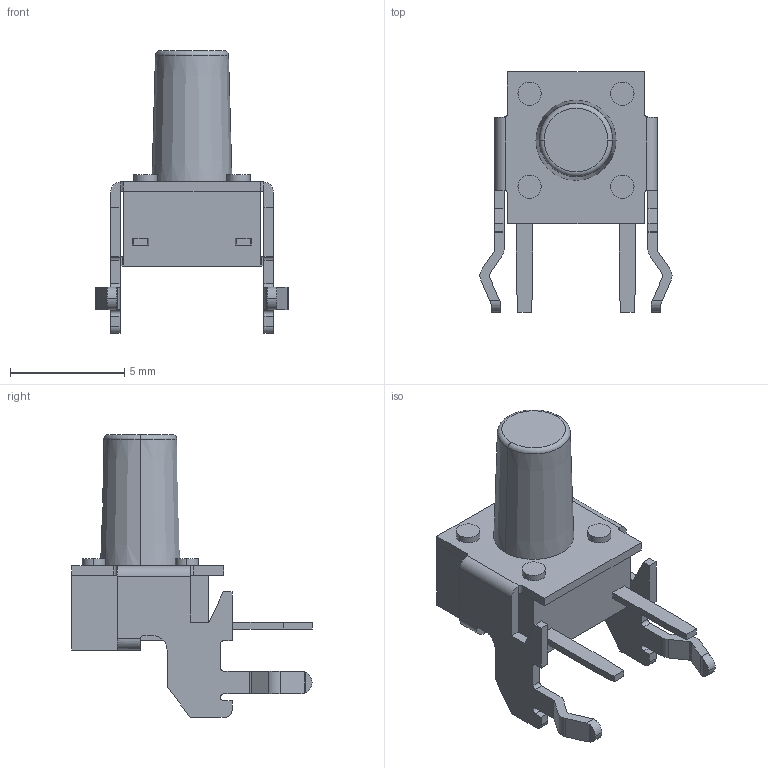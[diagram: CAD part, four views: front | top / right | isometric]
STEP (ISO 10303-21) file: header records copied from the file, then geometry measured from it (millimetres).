
FILE_DESCRIPTION (( 'STEP AP214' ), '1' );
FILE_NAME ('1-1825027-1.STEP', '2020-04-19T07:37:13', ( '' ), ( '' ), 'SwSTEP 2.0', 'SolidWorks 2017', '' );
FILE_SCHEMA (( 'AUTOMOTIVE_DESIGN' ));
Length unit declared in the file: inch
Products named in the file (1): 1-1825027-1
Bounding box: 8.41 x 10.52 x 12.37 mm (x, y, z)
Volume: 200.7 mm3; surface area: 471.5 mm2
Topology: 5 solids, 5 shells, 184 faces, 490 edges, 320 vertices
Faces by surface type: plane 118, cylinder 62, torus 2, cone 2
Entity records: 5880 total; most frequent: CARTESIAN_POINT 1127, ORIENTED_EDGE 980, DIRECTION 958, EDGE_CURVE 490, VECTOR 344, LINE 344, VERTEX_POINT 320, AXIS2_PLACEMENT_3D 307
